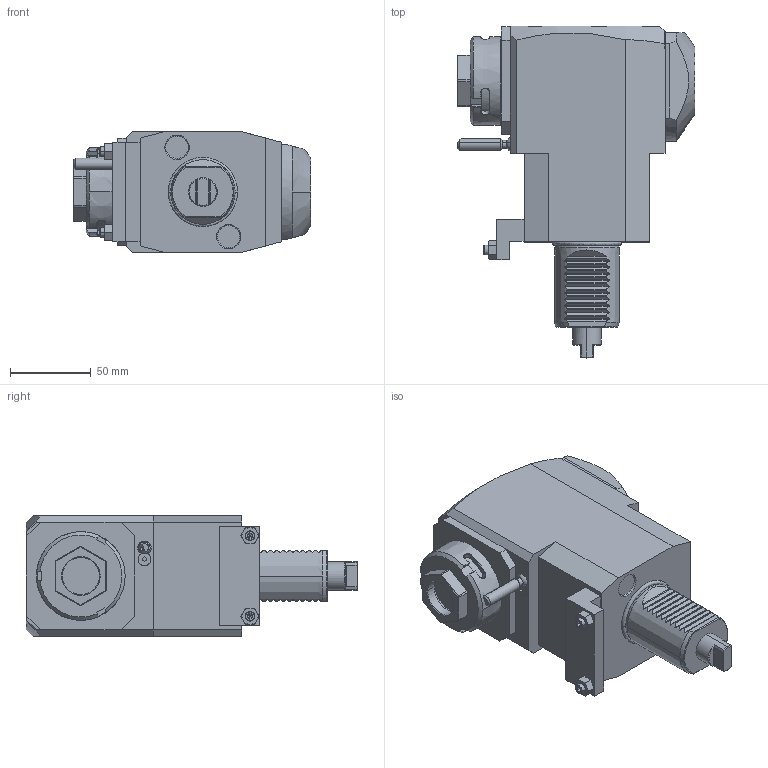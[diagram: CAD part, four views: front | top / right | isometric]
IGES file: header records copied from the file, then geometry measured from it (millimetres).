
Start section:  PTC IGES file: ngt1_40_225_32_1_3_100td.igs
Global section: file name: ngt1_40_225_32_1_3_100td.igs; native system: Pro/ENGINEER by Parametric Technology Corporation; preprocessor: 2010280; author: vali; organization: Unknown; date: 20241025.081713; units: millimetre
Bounding box: 147.5 x 206 x 75 mm (x, y, z)
Volume: 1076953.7 mm3; surface area: 78588.2 mm2
Topology: 1 solids, 1 shells, 380 faces, 996 edges, 625 vertices
Faces by surface type: bspline 237, revolution 143
